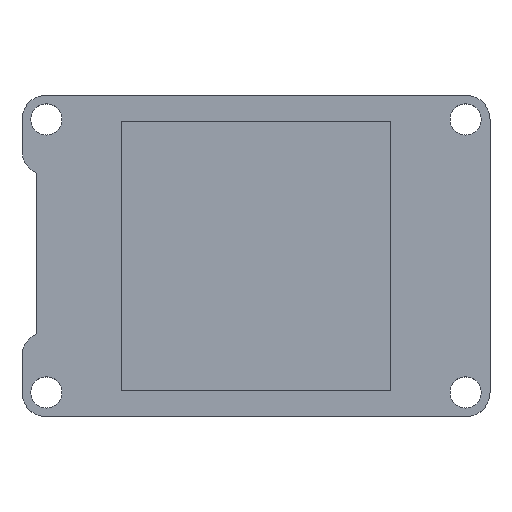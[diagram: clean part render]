
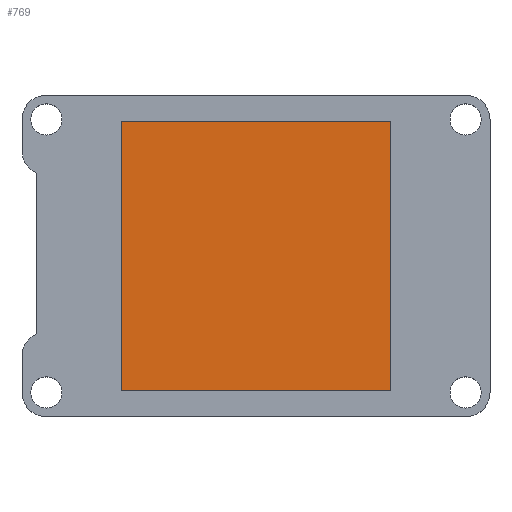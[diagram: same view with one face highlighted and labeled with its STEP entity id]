
A CAD part, top view. The second image highlights one B-rep face of the part: STEP entity #769.
In plain terms, the highlighted planar face has unit normal (0, 0, 1).
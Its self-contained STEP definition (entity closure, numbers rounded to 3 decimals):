
#640 = VERTEX_POINT('',#641);
#641 = CARTESIAN_POINT('',(-13.8,13.8,0.3));
#647 = EDGE_CURVE('',#640,#648,#650,.T.);
#648 = VERTEX_POINT('',#649);
#649 = CARTESIAN_POINT('',(13.8,13.8,0.3));
#650 = LINE('',#651,#652);
#651 = CARTESIAN_POINT('',(-13.8,13.8,0.3));
#652 = VECTOR('',#653,1.);
#653 = DIRECTION('',(1.,0.,0.));
#678 = EDGE_CURVE('',#648,#679,#681,.T.);
#679 = VERTEX_POINT('',#680);
#680 = CARTESIAN_POINT('',(13.8,-13.8,0.3));
#681 = LINE('',#682,#683);
#682 = CARTESIAN_POINT('',(13.8,13.8,0.3));
#683 = VECTOR('',#684,1.);
#684 = DIRECTION('',(0.,-1.,0.));
#709 = EDGE_CURVE('',#679,#710,#712,.T.);
#710 = VERTEX_POINT('',#711);
#711 = CARTESIAN_POINT('',(-13.8,-13.8,0.3));
#712 = LINE('',#713,#714);
#713 = CARTESIAN_POINT('',(13.8,-13.8,0.3));
#714 = VECTOR('',#715,1.);
#715 = DIRECTION('',(-1.,0.,0.));
#740 = EDGE_CURVE('',#710,#640,#741,.T.);
#741 = LINE('',#742,#743);
#742 = CARTESIAN_POINT('',(-13.8,-13.8,0.3));
#743 = VECTOR('',#744,1.);
#744 = DIRECTION('',(0.,1.,0.));
#769 = ADVANCED_FACE('',(#770),#776,.F.);
#770 = FACE_BOUND('',#771,.F.);
#771 = EDGE_LOOP('',(#772,#773,#774,#775));
#772 = ORIENTED_EDGE('',*,*,#647,.T.);
#773 = ORIENTED_EDGE('',*,*,#678,.T.);
#774 = ORIENTED_EDGE('',*,*,#709,.T.);
#775 = ORIENTED_EDGE('',*,*,#740,.T.);
#776 = PLANE('',#777);
#777 = AXIS2_PLACEMENT_3D('',#778,#779,#780);
#778 = CARTESIAN_POINT('',(0.,0.,0.3)
  );
#779 = DIRECTION('',(-0.,-0.,-1.));
#780 = DIRECTION('',(-1.,0.,0.));
